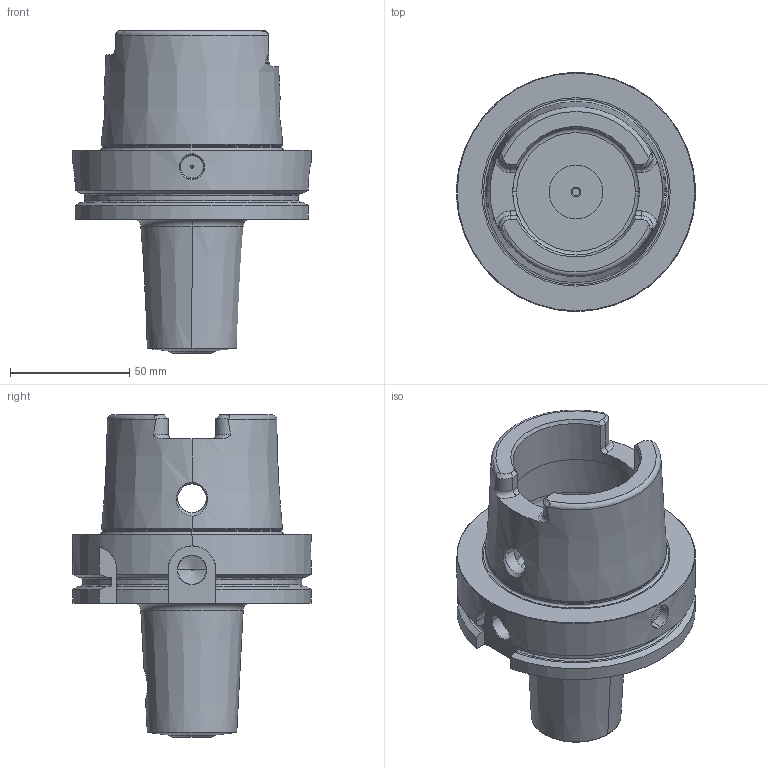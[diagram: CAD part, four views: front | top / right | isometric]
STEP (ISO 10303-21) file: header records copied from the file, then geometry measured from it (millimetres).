
FILE_DESCRIPTION((''),'2;1');
FILE_NAME('607223852-000-01-E43','2025-02-21T11:33:36',('muellerst1'),(''),'CREO PARAMETRIC BY PTC INC, 2021184','CREO PARAMETRIC BY PTC INC, 2021184','');
FILE_SCHEMA(('AP242_MANAGED_MODEL_BASED_3D_ENGINEERING_MIM_LF { 1 0 10303 442 1 1 4 }'));
Length unit declared in the file: millimetre
Products named in the file (1): 607223852-000-01-E43
Bounding box: 100 x 100 x 134.9 mm (x, y, z)
Volume: 317769.4 mm3; surface area: 58809.6 mm2
Topology: 1 solids, 1 shells, 207 faces, 513 edges, 314 vertices
Faces by surface type: cylinder 70, cone 60, plane 47, torus 30
Entity records: 10335 total; most frequent: CARTESIAN_POINT 3323, DIRECTION 1046, ORIENTED_EDGE 1018, PRESENTATION_STYLE_ASSIGNMENT 520, STYLED_ITEM 520, CURVE_STYLE 519, EDGE_CURVE 509, AXIS2_PLACEMENT_3D 426
